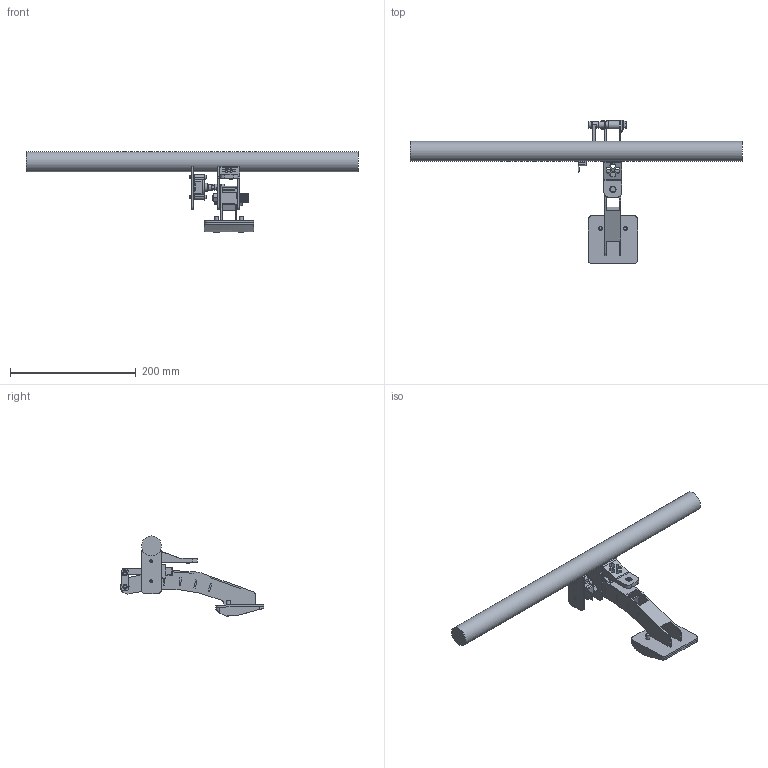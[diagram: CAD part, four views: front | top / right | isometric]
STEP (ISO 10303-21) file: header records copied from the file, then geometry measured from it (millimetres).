
FILE_DESCRIPTION(/* description */ ('STEP AP242'),/* implementation_level */ '2;1');
FILE_NAME(/* name */ 'Gas Pedal Sensor Adapter v13.step',/* time_stamp */ '2025-04-18T23:41:40-04:00',/* author */ (''),/* organization */ (''),/* preprocessor_version */ 'ST-DEVELOPER v20.1',/* originating_system */ 'Autodesk Translation Framework v14.4.0.0',/* authorisation */ '');
FILE_SCHEMA (('AUTOMOTIVE_DESIGN { 1 0 10303 214 3 1 1 }'));
Length unit declared in the file: millimetre
Products named in the file (28): Gas Pedal Assembly 3.1; Gas Pedal Plate (without bend); Pedal Stop Target; Pedal Reinforcement Plate; Throttle Cable Bolt Sleeve; 91259A628_Alloy Steel Shoulder Screw; Pedal Stop Tab 2.0; 3726N174_Corrosion-Resistant Stacked Wave Disc Spring; Throttle Clamp; Gas Pedal Curved Face Extension 1.0; hex nut_ai; hex nut_ai_1; socket head cap screw_ai; Gas Pedal Gussets; 6389K625_Light Duty Dry-Running Nylon Sleeve Bearing; Gas Pedal Side (right) 2.0; Pedal Mounting Tabs 2.0; 92979A130_Zinc-Plated Grade 5 Steel Flanged Hex Head Screws; Rotary Hall Effect Pedal Sensor PSC360G2-F2AA-C0002-ERA360-05K; 92095A197_Button Head Hex Drive Screw; 98269A430_Black-Oxide 18-8 Stainless Steel Washer; Upper Linkage; Lower Linkage (+90, original); Tab; Retaining Clip 2; Retaining Clip; Component23; Component24
Assembly tree (38 placements, depth 2):
  Gas Pedal Assembly 3.1
    Gas Pedal Plate (without bend)
    Pedal Stop Target
    hex nut_ai_1  x3
    Pedal Reinforcement Plate
    socket head cap screw_ai  x2
    Throttle Cable Bolt Sleeve
    Gas Pedal Side (right) 2.0  x2
    91259A628_Alloy Steel Shoulder Screw
    Pedal Mounting Tabs 2.0  x2
    Pedal Stop Tab 2.0
    3726N174_Corrosion-Resistant Stacked Wave Disc Spring
    Throttle Clamp
    Gas Pedal Gussets  x4
    6389K625_Light Duty Dry-Running Nylon Sleeve Bearing  x2
    Gas Pedal Curved Face Extension 1.0
    hex nut_ai
    92979A130_Zinc-Plated Grade 5 Steel Flanged Hex Head Screws
    Rotary Hall Effect Pedal Sensor PSC360G2-F2AA-C0002-ERA360-05K
    92095A197_Button Head Hex Drive Screw  x2
    98269A430_Black-Oxide 18-8 Stainless Steel Washer  x2
    Upper Linkage
    Lower Linkage (+90, original)
    Tab
    Retaining Clip 2
    Retaining Clip
    Component23
    Component24
Bounding box: 528.19 x 228.16 x 127.43 mm (x, y, z)
Volume: 607849 mm3; surface area: 164473.3 mm2
Topology: 35 solids, 35 shells, 1213 faces, 3262 edges, 2132 vertices
Faces by surface type: plane 594, cylinder 387, bspline 79, torus 75, cone 70, sphere 8
Full cylindrical faces by diameter (mm): 3.091 x70, 3.332 x4, 4 x68, 4.109 x2, 4.3 x2, 4.7 x14, 4.763 x1, 4.8 x2, 5 x2, 6 x1, 6.117 x7, 6.35 x18, 6.4 x1, 6.528 x4, 6.756 x2, 6.95 x1, 7.6 x2, 7.938 x1, 7.95 x7, 8.187 x3, 8.572 x1, 9 x2, 9.144 x1, 9.525 x8, 9.652 x2, 9.906 x3, 10 x4, 11.113 x2, 12.7 x3, 12.827 x2
Entity records: 44998 total; most frequent: CARTESIAN_POINT 20062, ORIENTED_EDGE 5280, DIRECTION 4618, EDGE_CURVE 2640, VERTEX_POINT 1730, AXIS2_PLACEMENT_3D 1631, LINE 1356, VECTOR 1356
